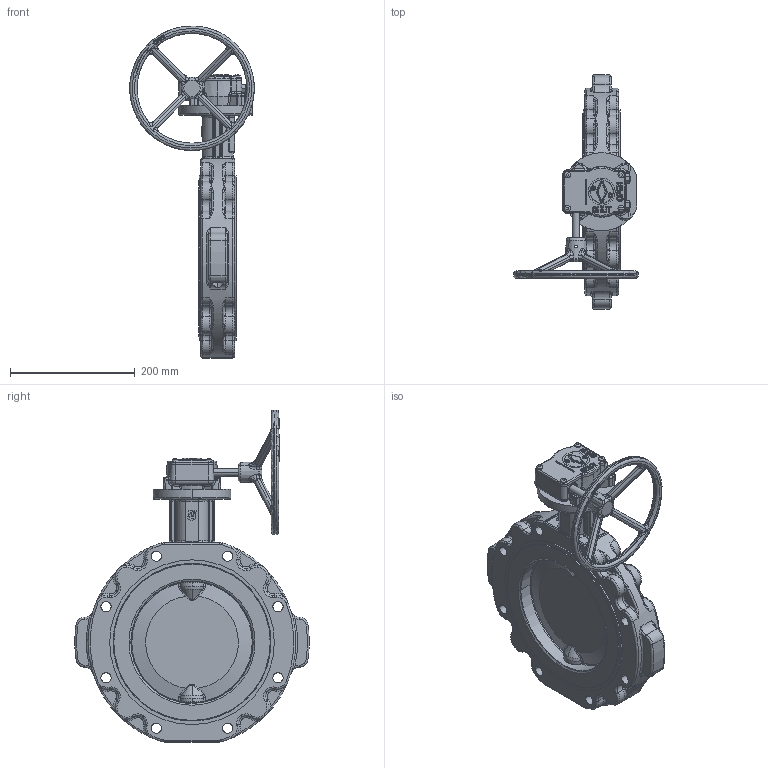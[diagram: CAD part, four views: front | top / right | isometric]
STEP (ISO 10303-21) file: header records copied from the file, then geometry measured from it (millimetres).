
FILE_DESCRIPTION(('HOOPS Exchange Step'),'2;1');
FILE_NAME('AK10_DN200_ansi150_Handgetriebe.stp','2025-10-06T09:54:48+02:00',('nieru'),('Unknown organisation'),'HOOPS Exchange 2024.2','HOOPS Exchange','Unknown authorisation');
FILE_SCHEMA( ('AP203_CONFIGURATION_CONTROLLED_3D_DESIGN_OF_MECHANICAL_PARTS_AND_ASSEMBLIES_MIM_LF') );
Length unit declared in the file: millimetre
Products named in the file (3): 0; root
Assembly tree (2 placements, depth 3):
  root
    0
      0
Bounding box: 199.53 x 375.53 x 532.37 mm (x, y, z)
Volume: 4240036 mm3; surface area: 540273.1 mm2
Topology: 3 solids, 23 shells, 2615 faces, 6768 edges, 4077 vertices
Faces by surface type: cylinder 640, bspline 559, plane 500, torus 472, cone 346, sphere 98
Entity records: 241990 total; most frequent: CARTESIAN_POINT 188271, ORIENTED_EDGE 13166, DIRECTION 7779, EDGE_CURVE 6583, VERTEX_POINT 4077, B_SPLINE_CURVE_WITH_KNOTS 3750, AXIS2_PLACEMENT_3D 3251, EDGE_LOOP 2744
